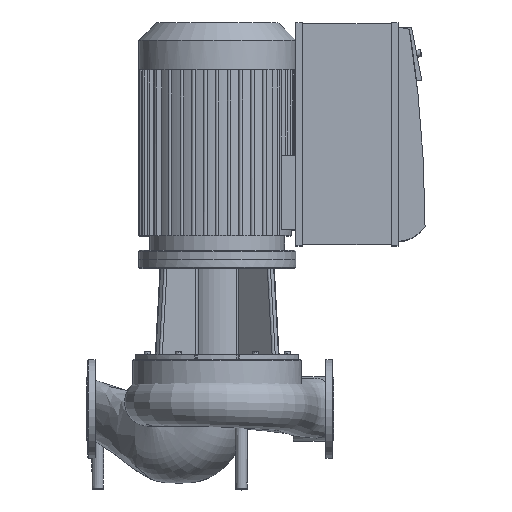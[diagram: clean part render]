
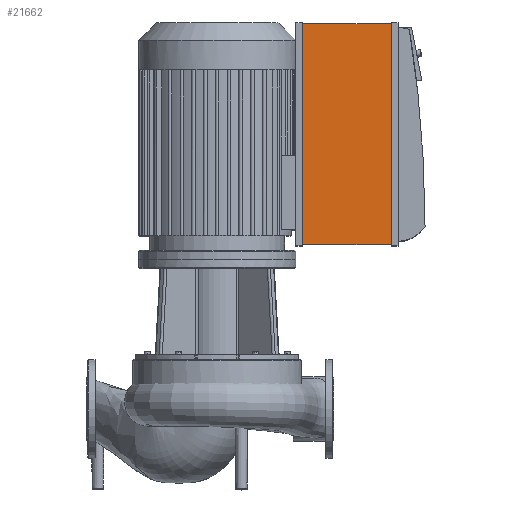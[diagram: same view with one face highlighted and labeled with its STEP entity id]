
A CAD part, top view. The second image highlights one B-rep face of the part: STEP entity #21662.
In plain terms, the highlighted planar face has unit normal (0, 0, 1).
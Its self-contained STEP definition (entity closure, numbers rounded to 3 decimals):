
#1225=PLANE($,#23840);
#3085=LINE($,#58865,#4956);
#3087=LINE($,#58869,#4958);
#3088=LINE($,#58871,#4959);
#3089=LINE($,#58872,#4960);
#4956=VECTOR($,#29948,198.);
#4958=VECTOR($,#29952,491.);
#4959=VECTOR($,#29953,198.);
#4960=VECTOR($,#29954,491.);
#6478=FACE_OUTER_BOUND($,#7986,.T.);
#7986=EDGE_LOOP($,(#20038,#20039,#20040,#20041));
#10954=VERTEX_POINT($,#58862);
#10955=VERTEX_POINT($,#58864);
#10956=VERTEX_POINT($,#58868);
#10957=VERTEX_POINT($,#58870);
#13989=EDGE_CURVE($,#10954,#10955,#3085,.T.);
#13991=EDGE_CURVE($,#10954,#10956,#3087,.T.);
#13992=EDGE_CURVE($,#10957,#10956,#3088,.T.);
#13993=EDGE_CURVE($,#10957,#10955,#3089,.T.);
#20038=ORIENTED_EDGE($,*,*,#13989,.F.);
#20039=ORIENTED_EDGE($,*,*,#13991,.T.);
#20040=ORIENTED_EDGE($,*,*,#13992,.F.);
#20041=ORIENTED_EDGE($,*,*,#13993,.T.);
#21662=ADVANCED_FACE($,(#6478),#1225,.T.);
#23840=AXIS2_PLACEMENT_3D($,#58867,#29950,#29951);
#29948=DIRECTION($,(-1.,0.,0.));
#29950=DIRECTION('center_axis',(0.,0.,1.));
#29951=DIRECTION('ref_axis',(1.,0.,0.));
#29952=DIRECTION($,(0.,1.,0.));
#29953=DIRECTION($,(1.,0.,0.));
#29954=DIRECTION($,(0.,-1.,0.));
#58862=CARTESIAN_POINT('',(678.,366.,397.));
#58864=CARTESIAN_POINT('',(480.,366.,397.));
#58865=CARTESIAN_POINT($,(628.5,366.,397.));
#58867=CARTESIAN_POINT('Origin',(579.,611.5,397.));
#58868=CARTESIAN_POINT('',(678.,857.,397.));
#58869=CARTESIAN_POINT($,(678.,366.,397.));
#58870=CARTESIAN_POINT('',(480.,857.,397.));
#58871=CARTESIAN_POINT($,(529.5,857.,397.));
#58872=CARTESIAN_POINT($,(480.,857.,397.));
